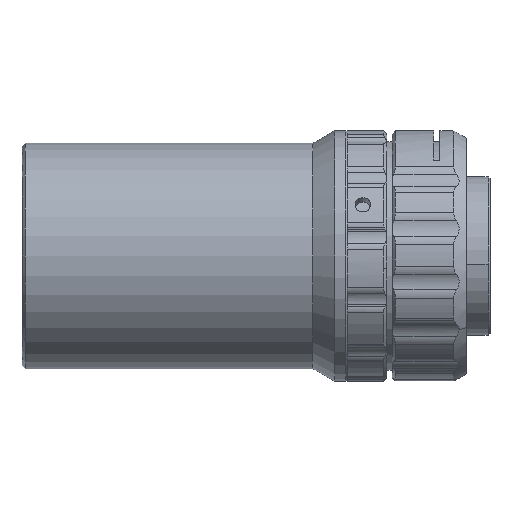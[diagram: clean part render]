
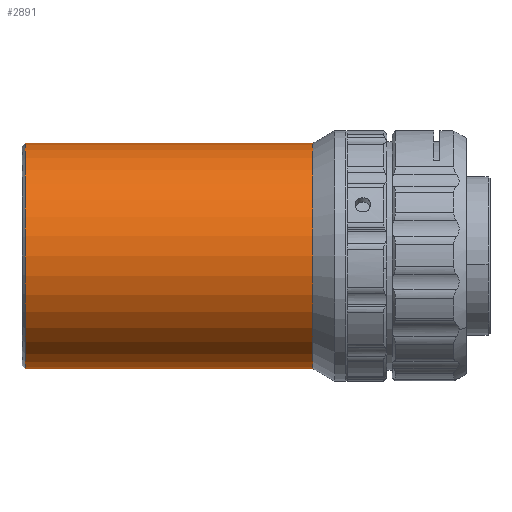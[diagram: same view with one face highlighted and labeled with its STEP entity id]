
A CAD part, front view. The second image highlights one B-rep face of the part: STEP entity #2891.
In plain terms, the highlighted cylindrical face has radius 18 mm (diameter 36 mm), a partial arc.
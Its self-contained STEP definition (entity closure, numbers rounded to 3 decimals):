
#58 = VECTOR ( 'NONE', #1955, 1000. ) ;
#82 = AXIS2_PLACEMENT_3D ( 'NONE', #6974, #854, #5246 ) ;
#318 = DIRECTION ( 'NONE',  ( 0., 0., 1. ) ) ;
#329 = DIRECTION ( 'NONE',  ( -1., 0., 0. ) ) ;
#752 = EDGE_LOOP ( 'NONE', ( #3350, #2633, #3877, #6715 ) ) ;
#854 = DIRECTION ( 'NONE',  ( -1., 0., 0. ) ) ;
#869 = LINE ( 'NONE', #1446, #6849 ) ;
#1022 = DIRECTION ( 'NONE',  ( 0., 0., -1. ) ) ;
#1446 = CARTESIAN_POINT ( 'NONE',  ( 0., 0., -18. ) ) ;
#1955 = DIRECTION ( 'NONE',  ( -1., 0., 0. ) ) ;
#1976 = EDGE_CURVE ( 'NONE', #2067, #6817, #3400, .T. ) ;
#1992 = VERTEX_POINT ( 'NONE', #5234 ) ;
#2067 = VERTEX_POINT ( 'NONE', #2561 ) ;
#2120 = CARTESIAN_POINT ( 'NONE',  ( 0.5, 0., 18. ) ) ;
#2405 = CIRCLE ( 'NONE', #5473, 18. ) ;
#2429 = CARTESIAN_POINT ( 'NONE',  ( 46.436, 0., -18. ) ) ;
#2561 = CARTESIAN_POINT ( 'NONE',  ( 46.436, 0., 18. ) ) ;
#2595 = FACE_OUTER_BOUND ( 'NONE', #752, .T. ) ;
#2633 = ORIENTED_EDGE ( 'NONE', *, *, #2742, .T. ) ;
#2742 = EDGE_CURVE ( 'NONE', #7064, #2067, #2405, .T. ) ;
#2891 = ADVANCED_FACE ( 'NONE', ( #2595 ), #5662, .T. ) ;
#3350 = ORIENTED_EDGE ( 'NONE', *, *, #5171, .F. ) ;
#3400 = LINE ( 'NONE', #5703, #58 ) ;
#3619 = CIRCLE ( 'NONE', #6840, 18. ) ;
#3877 = ORIENTED_EDGE ( 'NONE', *, *, #1976, .T. ) ;
#4837 = EDGE_CURVE ( 'NONE', #6817, #1992, #3619, .T. ) ;
#5024 = DIRECTION ( 'NONE',  ( -1., 0., 0. ) ) ;
#5171 = EDGE_CURVE ( 'NONE', #7064, #1992, #869, .T. ) ;
#5234 = CARTESIAN_POINT ( 'NONE',  ( 0.5, 0., -18. ) ) ;
#5246 = DIRECTION ( 'NONE',  ( 0., 0., 1. ) ) ;
#5473 = AXIS2_PLACEMENT_3D ( 'NONE', #6670, #5024, #318 ) ;
#5662 = CYLINDRICAL_SURFACE ( 'NONE', #82, 18. ) ;
#5703 = CARTESIAN_POINT ( 'NONE',  ( 0., 0., 18. ) ) ;
#6493 = CARTESIAN_POINT ( 'NONE',  ( 0.5, 0., 0. ) ) ;
#6670 = CARTESIAN_POINT ( 'NONE',  ( 46.436, 0., 0. ) ) ;
#6715 = ORIENTED_EDGE ( 'NONE', *, *, #4837, .T. ) ;
#6817 = VERTEX_POINT ( 'NONE', #2120 ) ;
#6840 = AXIS2_PLACEMENT_3D ( 'NONE', #6493, #7028, #1022 ) ;
#6849 = VECTOR ( 'NONE', #329, 1000. ) ;
#6974 = CARTESIAN_POINT ( 'NONE',  ( 0., 0., 0. ) ) ;
#7028 = DIRECTION ( 'NONE',  ( 1., 0., 0. ) ) ;
#7064 = VERTEX_POINT ( 'NONE', #2429 ) ;
